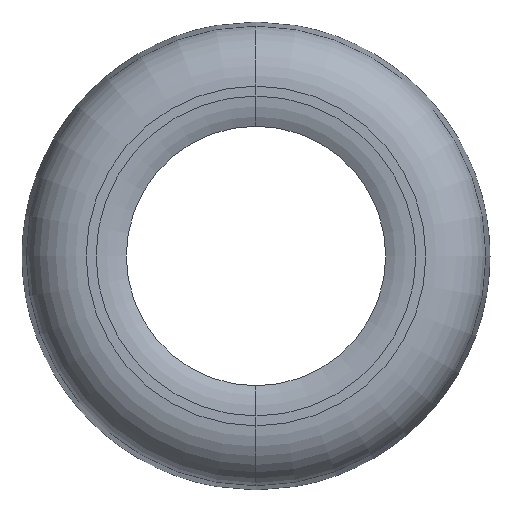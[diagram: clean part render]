
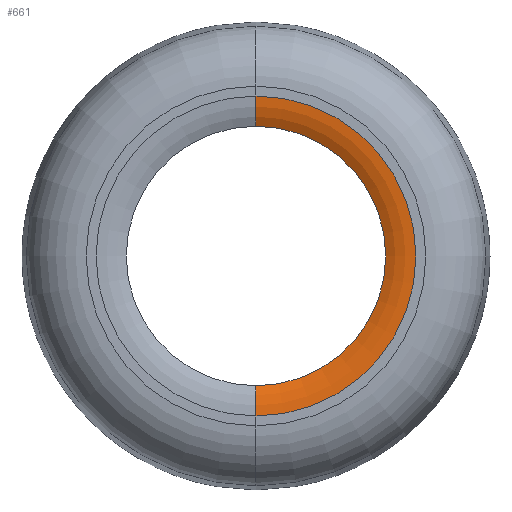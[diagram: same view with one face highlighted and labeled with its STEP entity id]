
A CAD part, left-side view. The second image highlights one B-rep face of the part: STEP entity #661.
In plain terms, the highlighted toroidal (fillet/blend) face has major radius 134.515 mm and minor radius 50.8 mm.
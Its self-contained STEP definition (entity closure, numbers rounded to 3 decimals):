
#318 = VERTEX_POINT('',#319);
#319 = CARTESIAN_POINT('',(244.178,85.,
    346.762));
#332 = CONICAL_SURFACE('',#333,134.262,1.566);
#333 = AXIS2_PLACEMENT_3D('',#334,#335,#336);
#334 = CARTESIAN_POINT('',(244.178,85.,212.5));
#335 = DIRECTION('',(-1.,0.,0.));
#336 = DIRECTION('',(0.,0.,1.));
#344 = VERTEX_POINT('',#345);
#345 = CARTESIAN_POINT('',(244.178,85.,
    78.238));
#382 = TOROIDAL_SURFACE('',#383,134.515,50.8);
#383 = AXIS2_PLACEMENT_3D('',#384,#385,#386);
#384 = CARTESIAN_POINT('',(294.978,85.,212.5));
#385 = DIRECTION('',(1.,0.,0.));
#386 = DIRECTION('',(0.,0.,-1.));
#506 = EDGE_CURVE('',#318,#344,#507,.T.);
#507 = SURFACE_CURVE('',#508,(#513,#542),.PCURVE_S1.);
#508 = CIRCLE('',#509,134.262);
#509 = AXIS2_PLACEMENT_3D('',#510,#511,#512);
#510 = CARTESIAN_POINT('',(244.178,85.,212.5));
#511 = DIRECTION('',(1.,0.,0.));
#512 = DIRECTION('',(0.,0.,-1.));
#513 = PCURVE('',#332,#514);
#514 = DEFINITIONAL_REPRESENTATION('',(#515),#541);
#515 = B_SPLINE_CURVE_WITH_KNOTS('',3,(#516,#517,#518,#519,#520,#521,
    #522,#523,#524,#525,#526,#527,#528,#529,#530,#531,#532,#533,#534,
    #535,#536,#537,#538,#539,#540),.UNSPECIFIED.,.F.,.F.,(4,1,1,1,1,1,1,
    1,1,1,1,1,1,1,1,1,1,1,1,1,1,1,4),(3.142,3.284,
    3.427,3.57,3.713,3.856,
    3.998,4.141,4.284,4.427,
    4.57,4.712,4.855,4.998,
    5.141,5.284,5.426,5.569,
    5.712,5.855,5.998,6.14,
    6.283),.UNSPECIFIED.);
#516 = CARTESIAN_POINT('',(6.283,0.));
#517 = CARTESIAN_POINT('',(6.236,0.));
#518 = CARTESIAN_POINT('',(6.14,0.));
#519 = CARTESIAN_POINT('',(5.998,0.));
#520 = CARTESIAN_POINT('',(5.855,0.));
#521 = CARTESIAN_POINT('',(5.712,0.));
#522 = CARTESIAN_POINT('',(5.569,0.));
#523 = CARTESIAN_POINT('',(5.426,0.));
#524 = CARTESIAN_POINT('',(5.284,0.));
#525 = CARTESIAN_POINT('',(5.141,0.));
#526 = CARTESIAN_POINT('',(4.998,0.));
#527 = CARTESIAN_POINT('',(4.855,0.));
#528 = CARTESIAN_POINT('',(4.712,0.));
#529 = CARTESIAN_POINT('',(4.57,0.));
#530 = CARTESIAN_POINT('',(4.427,0.));
#531 = CARTESIAN_POINT('',(4.284,0.));
#532 = CARTESIAN_POINT('',(4.141,0.));
#533 = CARTESIAN_POINT('',(3.998,0.));
#534 = CARTESIAN_POINT('',(3.856,0.));
#535 = CARTESIAN_POINT('',(3.713,0.));
#536 = CARTESIAN_POINT('',(3.57,0.));
#537 = CARTESIAN_POINT('',(3.427,0.));
#538 = CARTESIAN_POINT('',(3.284,0.));
#539 = CARTESIAN_POINT('',(3.189,0.));
#540 = CARTESIAN_POINT('',(3.142,0.));
#541 = ( GEOMETRIC_REPRESENTATION_CONTEXT(2) 
PARAMETRIC_REPRESENTATION_CONTEXT() REPRESENTATION_CONTEXT('2D SPACE',''
  ) );
#542 = PCURVE('',#543,#548);
#543 = TOROIDAL_SURFACE('',#544,134.515,50.8);
#544 = AXIS2_PLACEMENT_3D('',#545,#546,#547);
#545 = CARTESIAN_POINT('',(294.978,85.,212.5));
#546 = DIRECTION('',(1.,0.,0.));
#547 = DIRECTION('',(0.,0.,-1.));
#548 = DEFINITIONAL_REPRESENTATION('',(#549),#575);
#549 = B_SPLINE_CURVE_WITH_KNOTS('',3,(#550,#551,#552,#553,#554,#555,
    #556,#557,#558,#559,#560,#561,#562,#563,#564,#565,#566,#567,#568,
    #569,#570,#571,#572,#573,#574),.UNSPECIFIED.,.F.,.F.,(4,1,1,1,1,1,1,
    1,1,1,1,1,1,1,1,1,1,1,1,1,1,1,4),(3.142,3.284,
    3.427,3.57,3.713,3.856,
    3.998,4.141,4.284,4.427,
    4.57,4.712,4.855,4.998,
    5.141,5.284,5.426,5.569,
    5.712,5.855,5.998,6.14,
    6.283),.UNSPECIFIED.);
#550 = CARTESIAN_POINT('',(3.142,4.707));
#551 = CARTESIAN_POINT('',(3.189,4.707));
#552 = CARTESIAN_POINT('',(3.284,4.707));
#553 = CARTESIAN_POINT('',(3.427,4.707));
#554 = CARTESIAN_POINT('',(3.57,4.707));
#555 = CARTESIAN_POINT('',(3.713,4.707));
#556 = CARTESIAN_POINT('',(3.856,4.707));
#557 = CARTESIAN_POINT('',(3.998,4.707));
#558 = CARTESIAN_POINT('',(4.141,4.707));
#559 = CARTESIAN_POINT('',(4.284,4.707));
#560 = CARTESIAN_POINT('',(4.427,4.707));
#561 = CARTESIAN_POINT('',(4.57,4.707));
#562 = CARTESIAN_POINT('',(4.712,4.707));
#563 = CARTESIAN_POINT('',(4.855,4.707));
#564 = CARTESIAN_POINT('',(4.998,4.707));
#565 = CARTESIAN_POINT('',(5.141,4.707));
#566 = CARTESIAN_POINT('',(5.284,4.707));
#567 = CARTESIAN_POINT('',(5.426,4.707));
#568 = CARTESIAN_POINT('',(5.569,4.707));
#569 = CARTESIAN_POINT('',(5.712,4.707));
#570 = CARTESIAN_POINT('',(5.855,4.707));
#571 = CARTESIAN_POINT('',(5.998,4.707));
#572 = CARTESIAN_POINT('',(6.14,4.707));
#573 = CARTESIAN_POINT('',(6.236,4.707));
#574 = CARTESIAN_POINT('',(6.283,4.707));
#575 = ( GEOMETRIC_REPRESENTATION_CONTEXT(2) 
PARAMETRIC_REPRESENTATION_CONTEXT() REPRESENTATION_CONTEXT('2D SPACE',''
  ) );
#581 = VERTEX_POINT('',#582);
#582 = CARTESIAN_POINT('',(251.111,85.,
    103.604));
#583 = VERTEX_POINT('',#584);
#584 = CARTESIAN_POINT('',(251.111,85.,
    321.396));
#621 = EDGE_CURVE('',#583,#318,#622,.T.);
#622 = SURFACE_CURVE('',#623,(#628,#634),.PCURVE_S1.);
#623 = CIRCLE('',#624,50.8);
#624 = AXIS2_PLACEMENT_3D('',#625,#626,#627);
#625 = CARTESIAN_POINT('',(294.978,85.,
    347.015));
#626 = DIRECTION('',(0.,1.,0.));
#627 = DIRECTION('',(0.,0.,1.));
#628 = PCURVE('',#382,#629);
#629 = DEFINITIONAL_REPRESENTATION('',(#630),#633);
#630 = B_SPLINE_CURVE_WITH_KNOTS('',1,(#631,#632),.UNSPECIFIED.,.F.,.F.,
  (2,2),(4.184,4.707),.PIECEWISE_BEZIER_KNOTS.);
#631 = CARTESIAN_POINT('',(3.142,4.184));
#632 = CARTESIAN_POINT('',(3.142,4.707));
#633 = ( GEOMETRIC_REPRESENTATION_CONTEXT(2) 
PARAMETRIC_REPRESENTATION_CONTEXT() REPRESENTATION_CONTEXT('2D SPACE',''
  ) );
#634 = PCURVE('',#543,#635);
#635 = DEFINITIONAL_REPRESENTATION('',(#636),#639);
#636 = B_SPLINE_CURVE_WITH_KNOTS('',1,(#637,#638),.UNSPECIFIED.,.F.,.F.,
  (2,2),(4.184,4.707),.PIECEWISE_BEZIER_KNOTS.);
#637 = CARTESIAN_POINT('',(3.142,4.184));
#638 = CARTESIAN_POINT('',(3.142,4.707));
#639 = ( GEOMETRIC_REPRESENTATION_CONTEXT(2) 
PARAMETRIC_REPRESENTATION_CONTEXT() REPRESENTATION_CONTEXT('2D SPACE',''
  ) );
#642 = EDGE_CURVE('',#581,#344,#643,.T.);
#643 = SURFACE_CURVE('',#644,(#649,#655),.PCURVE_S1.);
#644 = CIRCLE('',#645,50.8);
#645 = AXIS2_PLACEMENT_3D('',#646,#647,#648);
#646 = CARTESIAN_POINT('',(294.978,85.,
    77.985));
#647 = DIRECTION('',(0.,-1.,0.));
#648 = DIRECTION('',(0.,0.,-1.));
#649 = PCURVE('',#382,#650);
#650 = DEFINITIONAL_REPRESENTATION('',(#651),#654);
#651 = B_SPLINE_CURVE_WITH_KNOTS('',1,(#652,#653),.UNSPECIFIED.,.F.,.F.,
  (2,2),(4.184,4.707),.PIECEWISE_BEZIER_KNOTS.);
#652 = CARTESIAN_POINT('',(0.,4.184));
#653 = CARTESIAN_POINT('',(0.,4.707));
#654 = ( GEOMETRIC_REPRESENTATION_CONTEXT(2) 
PARAMETRIC_REPRESENTATION_CONTEXT() REPRESENTATION_CONTEXT('2D SPACE',''
  ) );
#655 = PCURVE('',#543,#656);
#656 = DEFINITIONAL_REPRESENTATION('',(#657),#660);
#657 = B_SPLINE_CURVE_WITH_KNOTS('',1,(#658,#659),.UNSPECIFIED.,.F.,.F.,
  (2,2),(4.184,4.707),.PIECEWISE_BEZIER_KNOTS.);
#658 = CARTESIAN_POINT('',(6.283,4.184));
#659 = CARTESIAN_POINT('',(6.283,4.707));
#660 = ( GEOMETRIC_REPRESENTATION_CONTEXT(2) 
PARAMETRIC_REPRESENTATION_CONTEXT() REPRESENTATION_CONTEXT('2D SPACE',''
  ) );
#661 = ADVANCED_FACE('',(#662),#543,.T.);
#662 = FACE_BOUND('',#663,.T.);
#663 = EDGE_LOOP('',(#664,#665,#679,#680));
#664 = ORIENTED_EDGE('',*,*,#621,.F.);
#665 = ORIENTED_EDGE('',*,*,#666,.T.);
#666 = EDGE_CURVE('',#583,#581,#667,.T.);
#667 = SURFACE_CURVE('',#668,(#673),.PCURVE_S1.);
#668 = CIRCLE('',#669,108.896);
#669 = AXIS2_PLACEMENT_3D('',#670,#671,#672);
#670 = CARTESIAN_POINT('',(251.111,85.,212.5));
#671 = DIRECTION('',(1.,0.,0.));
#672 = DIRECTION('',(0.,0.,-1.));
#673 = PCURVE('',#543,#674);
#674 = DEFINITIONAL_REPRESENTATION('',(#675),#678);
#675 = B_SPLINE_CURVE_WITH_KNOTS('',1,(#676,#677),.UNSPECIFIED.,.F.,.F.,
  (2,2),(3.142,6.283),.PIECEWISE_BEZIER_KNOTS.);
#676 = CARTESIAN_POINT('',(3.142,4.184));
#677 = CARTESIAN_POINT('',(6.283,4.184));
#678 = ( GEOMETRIC_REPRESENTATION_CONTEXT(2) 
PARAMETRIC_REPRESENTATION_CONTEXT() REPRESENTATION_CONTEXT('2D SPACE',''
  ) );
#679 = ORIENTED_EDGE('',*,*,#642,.T.);
#680 = ORIENTED_EDGE('',*,*,#506,.F.);
